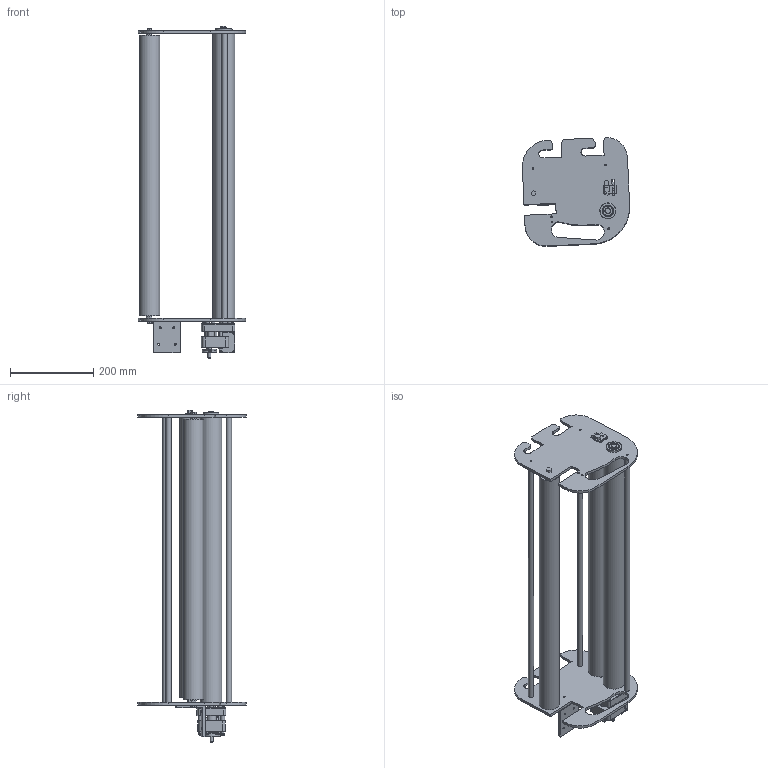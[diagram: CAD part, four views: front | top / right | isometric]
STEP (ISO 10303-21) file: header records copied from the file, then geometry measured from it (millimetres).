
FILE_DESCRIPTION((''),'2;1');
FILE_NAME('Harvesting final version.stp','2012-05-01T22:41:59',('Zean'),(''),'Autodesk Inventor 2012','Autodesk Inventor 2012','');
FILE_SCHEMA(('AUTOMOTIVE_DESIGN { 1 0 10303 214 1 1 1 1 }'));
Length unit declared in the file: inch
Products named in the file (10): Harvesting final version; motor; left plate; right plate; ball bearing; motorized roller; rollers; support rods; variable; Bracket
Assembly tree (13 placements, depth 2):
  Harvesting final version
    motor
    left plate
    right plate
    ball bearing
    motorized roller
    rollers  x2
    support rods  x3
    variable  x2
    Bracket
Bounding box: 257.98 x 260.67 x 798.32 mm (x, y, z)
Volume: 5149698.7 mm3; surface area: 719170.4 mm2
Topology: 29 solids, 29 shells, 590 faces, 2107 edges, 1543 vertices
Faces by surface type: cylinder 250, plane 249, cone 34, bspline 32, sphere 14, torus 11
Full cylindrical faces by diameter (mm): 2.54 x8, 3.302 x11, 3.658 x6, 3.962 x4, 4.166 x3, 4.318 x8, 4.445 x4, 6.35 x6, 7.15 x2, 7.658 x1, 7.925 x1, 7.938 x18, 9.208 x1, 9.525 x2, 11.976 x1, 12.7 x5, 16.31 x2, 19.05 x1, 22.225 x1, 23.027 x2, 27.773 x2, 32.385 x1, 34.011 x1, 38.1 x2, 48.26 x2, 52.197 x1
Entity records: 31347 total; most frequent: CARTESIAN_POINT 15416, ORIENTED_EDGE 3604, DIRECTION 2761, EDGE_CURVE 1802, VERTEX_POINT 1434, AXIS2_PLACEMENT_3D 1070, EDGE_LOOP 834, VECTOR 621
